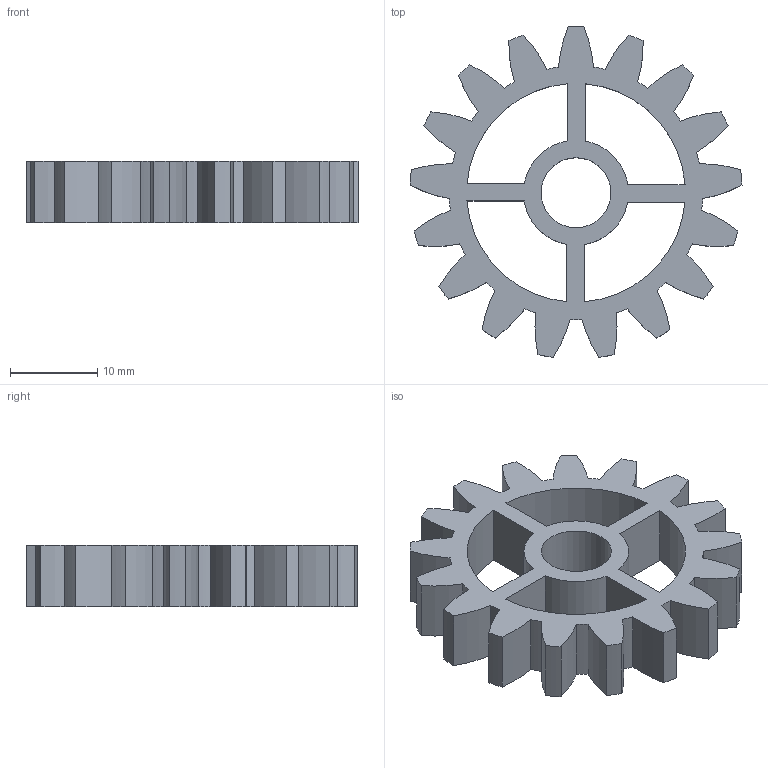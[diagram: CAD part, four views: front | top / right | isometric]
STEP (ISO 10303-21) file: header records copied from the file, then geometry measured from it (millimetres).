
FILE_DESCRIPTION(/* description */ (''),/* implementation_level */ '2;1');
FILE_NAME(/* name */ 'Straight 1;2 A.stp',/* time_stamp */ '2024-11-10T21:10:26+01:00',/* author */ ('wszaf'),/* organization */ (''),/* preprocessor_version */ 'ST-DEVELOPER v20',/* originating_system */ 'Autodesk Inventor 2024',/* authorisation */ '');
FILE_SCHEMA (('AUTOMOTIVE_DESIGN { 1 0 10303 214 3 1 1 }'));
Length unit declared in the file: millimetre
Products named in the file (1): 1:2 A
Bounding box: 37.96 x 37.82 x 7 mm (x, y, z)
Volume: 3675.4 mm3; surface area: 3798.3 mm2
Topology: 1 solids, 1 shells, 87 faces, 255 edges, 170 vertices
Faces by surface type: cylinder 77, plane 10
Full cylindrical faces by diameter (mm): 8 x1
Entity records: 3046 total; most frequent: DIRECTION 585, CARTESIAN_POINT 513, ORIENTED_EDGE 510, EDGE_CURVE 255, AXIS2_PLACEMENT_3D 242, VERTEX_POINT 170, CIRCLE 154, LINE 101
